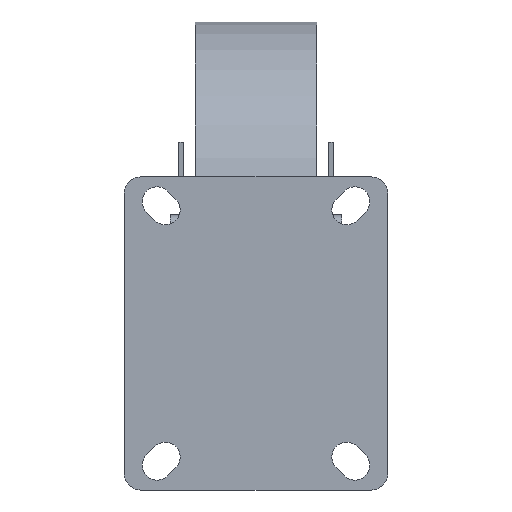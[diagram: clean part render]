
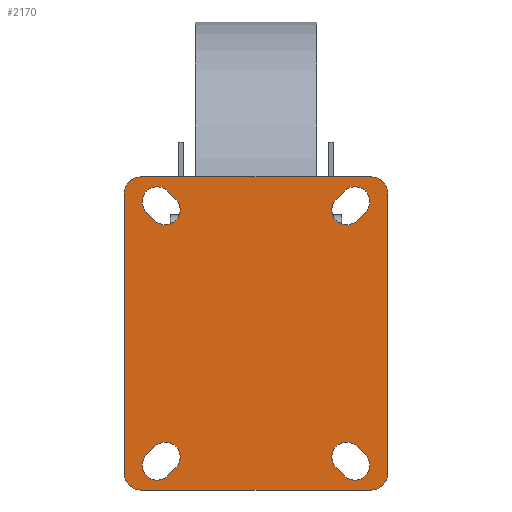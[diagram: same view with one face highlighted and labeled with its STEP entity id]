
A CAD part, front view. The second image highlights one B-rep face of the part: STEP entity #2170.
In plain terms, the highlighted planar face has unit normal (0, -1, 0).
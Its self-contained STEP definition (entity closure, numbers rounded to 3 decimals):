
#713=CARTESIAN_POINT('',(30.,-2.,40.));
#714=DIRECTION('',(0.,-1.,0.));
#715=DIRECTION('',(0.707,0.,-0.707));
#716=AXIS2_PLACEMENT_3D('',#713,#714,#715);
#721=DIRECTION('',(-0.707,0.,-0.707));
#722=VECTOR('',#721,3.536);
#723=CARTESIAN_POINT('',(26.818,-2.,43.182));
#724=LINE('',#723,#722);
#728=CARTESIAN_POINT('',(27.5,-2.,37.5));
#729=DIRECTION('',(0.,-1.,0.));
#730=DIRECTION('',(-0.707,0.,0.707));
#731=AXIS2_PLACEMENT_3D('',#728,#729,#730);
#736=DIRECTION('',(0.707,0.,0.707));
#737=VECTOR('',#736,3.536);
#738=CARTESIAN_POINT('',(30.682,-2.,34.318));
#739=LINE('',#738,#737);
#743=DIRECTION('',(-0.707,0.,0.707));
#744=VECTOR('',#743,3.536);
#745=CARTESIAN_POINT('',(33.182,-2.,-36.818));
#746=LINE('',#745,#744);
#750=CARTESIAN_POINT('',(27.5,-2.,-37.5));
#751=DIRECTION('',(0.,-1.,0.));
#752=DIRECTION('',(0.707,0.,0.707));
#753=AXIS2_PLACEMENT_3D('',#750,#751,#752);
#758=DIRECTION('',(0.707,0.,-0.707));
#759=VECTOR('',#758,3.536);
#760=CARTESIAN_POINT('',(24.318,-2.,-40.682));
#761=LINE('',#760,#759);
#765=CARTESIAN_POINT('',(30.,-2.,-40.));
#766=DIRECTION('',(0.,-1.,0.));
#767=DIRECTION('',(-0.707,0.,-0.707));
#768=AXIS2_PLACEMENT_3D('',#765,#766,#767);
#773=DIRECTION('',(0.707,0.,0.707));
#774=VECTOR('',#773,3.536);
#775=CARTESIAN_POINT('',(-26.818,-2.,-43.182));
#776=LINE('',#775,#774);
#780=CARTESIAN_POINT('',(-27.5,-2.,-37.5));
#781=DIRECTION('',(0.,-1.,0.));
#782=DIRECTION('',(0.707,0.,-0.707));
#783=AXIS2_PLACEMENT_3D('',#780,#781,#782);
#788=DIRECTION('',(-0.707,0.,-0.707));
#789=VECTOR('',#788,3.536);
#790=CARTESIAN_POINT('',(-30.682,-2.,-34.318));
#791=LINE('',#790,#789);
#795=CARTESIAN_POINT('',(-30.,-2.,-40.));
#796=DIRECTION('',(0.,-1.,0.));
#797=DIRECTION('',(-0.707,0.,0.707));
#798=AXIS2_PLACEMENT_3D('',#795,#796,#797);
#803=DIRECTION('',(-0.707,0.,0.707));
#804=VECTOR('',#803,3.536);
#805=CARTESIAN_POINT('',(-24.318,-2.,40.682));
#806=LINE('',#805,#804);
#810=CARTESIAN_POINT('',(-30.,-2.,40.));
#811=DIRECTION('',(0.,-1.,0.));
#812=DIRECTION('',(0.707,0.,0.707));
#813=AXIS2_PLACEMENT_3D('',#810,#811,#812);
#818=DIRECTION('',(0.707,0.,-0.707));
#819=VECTOR('',#818,3.536);
#820=CARTESIAN_POINT('',(-33.182,-2.,36.818));
#821=LINE('',#820,#819);
#825=CARTESIAN_POINT('',(-27.5,-2.,37.5));
#826=DIRECTION('',(0.,-1.,0.));
#827=DIRECTION('',(-0.707,0.,-0.707));
#828=AXIS2_PLACEMENT_3D('',#825,#826,#827);
#833=CARTESIAN_POINT('',(35.,-2.,42.5));
#834=DIRECTION('',(0.,-1.,0.));
#835=DIRECTION('',(1.,0.,0.));
#836=AXIS2_PLACEMENT_3D('',#833,#834,#835);
#841=DIRECTION('',(0.,0.,1.));
#842=VECTOR('',#841,85.);
#843=CARTESIAN_POINT('',(40.,-2.,-42.5));
#844=LINE('',#843,#842);
#848=CARTESIAN_POINT('',(35.,-2.,-42.5));
#849=DIRECTION('',(0.,-1.,0.));
#850=DIRECTION('',(0.,0.,-1.));
#851=AXIS2_PLACEMENT_3D('',#848,#849,#850);
#856=DIRECTION('',(1.,0.,0.));
#857=VECTOR('',#856,70.);
#858=CARTESIAN_POINT('',(-35.,-2.,-47.5));
#859=LINE('',#858,#857);
#863=CARTESIAN_POINT('',(-35.,-2.,-42.5));
#864=DIRECTION('',(0.,-1.,0.));
#865=DIRECTION('',(-1.,0.,0.));
#866=AXIS2_PLACEMENT_3D('',#863,#864,#865);
#871=DIRECTION('',(0.,0.,-1.));
#872=VECTOR('',#871,85.);
#873=CARTESIAN_POINT('',(-40.,-2.,42.5));
#874=LINE('',#873,#872);
#878=CARTESIAN_POINT('',(-35.,-2.,42.5));
#879=DIRECTION('',(0.,-1.,0.));
#880=DIRECTION('',(0.,0.,1.));
#881=AXIS2_PLACEMENT_3D('',#878,#879,#880);
#886=DIRECTION('',(-1.,0.,0.));
#887=VECTOR('',#886,70.);
#888=CARTESIAN_POINT('',(35.,-2.,47.5));
#889=LINE('',#888,#887);
#1754=CARTESIAN_POINT('',(40.,-2.,42.5));
#1755=VERTEX_POINT('',#1754);
#1756=CARTESIAN_POINT('',(35.,-2.,47.5));
#1757=VERTEX_POINT('',#1756);
#1762=CARTESIAN_POINT('',(-35.,-2.,47.5));
#1763=VERTEX_POINT('',#1762);
#1764=CARTESIAN_POINT('',(-40.,-2.,42.5));
#1765=VERTEX_POINT('',#1764);
#1770=CARTESIAN_POINT('',(35.,-2.,-47.5));
#1771=VERTEX_POINT('',#1770);
#1772=CARTESIAN_POINT('',(40.,-2.,-42.5));
#1773=VERTEX_POINT('',#1772);
#1778=CARTESIAN_POINT('',(-40.,-2.,-42.5));
#1779=VERTEX_POINT('',#1778);
#1780=CARTESIAN_POINT('',(-35.,-2.,-47.5));
#1781=VERTEX_POINT('',#1780);
#1782=CARTESIAN_POINT('',(33.182,-2.,36.818));
#1783=CARTESIAN_POINT('',(26.818,-2.,43.182));
#1784=VERTEX_POINT('',#1782);
#1785=VERTEX_POINT('',#1783);
#1786=CARTESIAN_POINT('',(24.318,-2.,40.682));
#1787=VERTEX_POINT('',#1786);
#1788=CARTESIAN_POINT('',(30.682,-2.,34.318));
#1789=VERTEX_POINT('',#1788);
#1790=CARTESIAN_POINT('',(33.182,-2.,-36.818));
#1791=CARTESIAN_POINT('',(30.682,-2.,-34.318));
#1792=VERTEX_POINT('',#1790);
#1793=VERTEX_POINT('',#1791);
#1794=CARTESIAN_POINT('',(24.318,-2.,-40.682));
#1795=VERTEX_POINT('',#1794);
#1796=CARTESIAN_POINT('',(26.818,-2.,-43.182));
#1797=VERTEX_POINT('',#1796);
#1798=CARTESIAN_POINT('',(-26.818,-2.,-43.182));
#1799=CARTESIAN_POINT('',(-24.318,-2.,-40.682));
#1800=VERTEX_POINT('',#1798);
#1801=VERTEX_POINT('',#1799);
#1802=CARTESIAN_POINT('',(-30.682,-2.,-34.318));
#1803=VERTEX_POINT('',#1802);
#1804=CARTESIAN_POINT('',(-33.182,-2.,-36.818));
#1805=VERTEX_POINT('',#1804);
#1806=CARTESIAN_POINT('',(-24.318,-2.,40.682));
#1807=CARTESIAN_POINT('',(-26.818,-2.,43.182));
#1808=VERTEX_POINT('',#1806);
#1809=VERTEX_POINT('',#1807);
#1810=CARTESIAN_POINT('',(-33.182,-2.,36.818));
#1811=VERTEX_POINT('',#1810);
#1812=CARTESIAN_POINT('',(-30.682,-2.,34.318));
#1813=VERTEX_POINT('',#1812);
#2108=CARTESIAN_POINT('',(0.,-2.,0.));
#2109=DIRECTION('',(0.,1.,0.));
#2110=DIRECTION('',(1.,0.,0.));
#2111=AXIS2_PLACEMENT_3D('',#2108,#2109,#2110);
#2112=PLANE('',#2111);
#2114=ORIENTED_EDGE('',*,*,#2113,.F.);
#2116=ORIENTED_EDGE('',*,*,#2115,.F.);
#2118=ORIENTED_EDGE('',*,*,#2117,.F.);
#2120=ORIENTED_EDGE('',*,*,#2119,.F.);
#2122=ORIENTED_EDGE('',*,*,#2121,.F.);
#2124=ORIENTED_EDGE('',*,*,#2123,.F.);
#2126=ORIENTED_EDGE('',*,*,#2125,.F.);
#2128=ORIENTED_EDGE('',*,*,#2127,.F.);
#2129=EDGE_LOOP('',(#2114,#2116,#2118,#2120,#2122,#2124,#2126,#2128));
#2130=FACE_OUTER_BOUND('',#2129,.F.);
#2132=ORIENTED_EDGE('',*,*,#2131,.T.);
#2134=ORIENTED_EDGE('',*,*,#2133,.T.);
#2136=ORIENTED_EDGE('',*,*,#2135,.T.);
#2138=ORIENTED_EDGE('',*,*,#2137,.T.);
#2139=EDGE_LOOP('',(#2132,#2134,#2136,#2138));
#2140=FACE_BOUND('',#2139,.F.);
#2142=ORIENTED_EDGE('',*,*,#2141,.T.);
#2144=ORIENTED_EDGE('',*,*,#2143,.T.);
#2146=ORIENTED_EDGE('',*,*,#2145,.T.);
#2148=ORIENTED_EDGE('',*,*,#2147,.T.);
#2149=EDGE_LOOP('',(#2142,#2144,#2146,#2148));
#2150=FACE_BOUND('',#2149,.F.);
#2152=ORIENTED_EDGE('',*,*,#2151,.T.);
#2154=ORIENTED_EDGE('',*,*,#2153,.T.);
#2156=ORIENTED_EDGE('',*,*,#2155,.T.);
#2158=ORIENTED_EDGE('',*,*,#2157,.T.);
#2159=EDGE_LOOP('',(#2152,#2154,#2156,#2158));
#2160=FACE_BOUND('',#2159,.F.);
#2162=ORIENTED_EDGE('',*,*,#2161,.T.);
#2164=ORIENTED_EDGE('',*,*,#2163,.T.);
#2165=ORIENTED_EDGE('',*,*,#2063,.T.);
#2167=ORIENTED_EDGE('',*,*,#2166,.T.);
#2168=EDGE_LOOP('',(#2162,#2164,#2165,#2167));
#2169=FACE_BOUND('',#2168,.F.);
#717=CIRCLE('',#716,4.5);
#732=CIRCLE('',#731,4.5);
#754=CIRCLE('',#753,4.5);
#769=CIRCLE('',#768,4.5);
#784=CIRCLE('',#783,4.5);
#799=CIRCLE('',#798,4.5);
#814=CIRCLE('',#813,4.5);
#829=CIRCLE('',#828,4.5);
#837=CIRCLE('',#836,5.);
#852=CIRCLE('',#851,5.);
#867=CIRCLE('',#866,5.);
#882=CIRCLE('',#881,5.);
#2063=EDGE_CURVE('',#1787,#1789,#732,.T.);
#2113=EDGE_CURVE('',#1755,#1757,#837,.T.);
#2115=EDGE_CURVE('',#1773,#1755,#844,.T.);
#2117=EDGE_CURVE('',#1771,#1773,#852,.T.);
#2119=EDGE_CURVE('',#1781,#1771,#859,.T.);
#2121=EDGE_CURVE('',#1779,#1781,#867,.T.);
#2123=EDGE_CURVE('',#1765,#1779,#874,.T.);
#2125=EDGE_CURVE('',#1763,#1765,#882,.T.);
#2127=EDGE_CURVE('',#1757,#1763,#889,.T.);
#2131=EDGE_CURVE('',#1792,#1793,#746,.T.);
#2133=EDGE_CURVE('',#1793,#1795,#754,.T.);
#2135=EDGE_CURVE('',#1795,#1797,#761,.T.);
#2137=EDGE_CURVE('',#1797,#1792,#769,.T.);
#2141=EDGE_CURVE('',#1800,#1801,#776,.T.);
#2143=EDGE_CURVE('',#1801,#1803,#784,.T.);
#2145=EDGE_CURVE('',#1803,#1805,#791,.T.);
#2147=EDGE_CURVE('',#1805,#1800,#799,.T.);
#2151=EDGE_CURVE('',#1808,#1809,#806,.T.);
#2153=EDGE_CURVE('',#1809,#1811,#814,.T.);
#2155=EDGE_CURVE('',#1811,#1813,#821,.T.);
#2157=EDGE_CURVE('',#1813,#1808,#829,.T.);
#2161=EDGE_CURVE('',#1784,#1785,#717,.T.);
#2163=EDGE_CURVE('',#1785,#1787,#724,.T.);
#2166=EDGE_CURVE('',#1789,#1784,#739,.T.);
#2170=ADVANCED_FACE('',(#2130,#2140,#2150,#2160,#2169),#2112,.F.);
